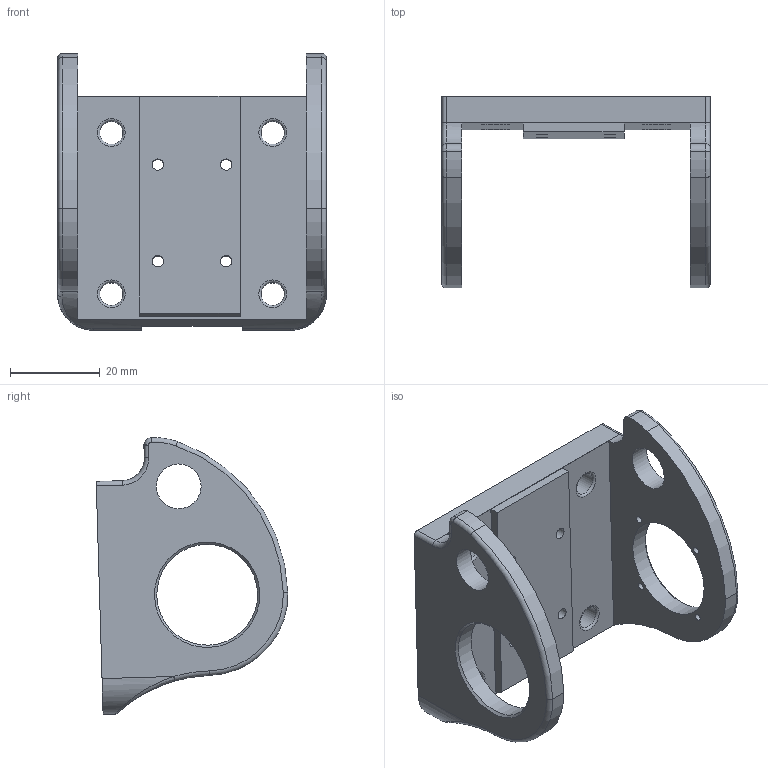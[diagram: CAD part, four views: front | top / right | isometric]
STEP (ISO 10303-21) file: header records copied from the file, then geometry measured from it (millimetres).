
FILE_DESCRIPTION(/* description */ (''),/* implementation_level */ '2;1');
FILE_NAME(/* name */ 'kneeJoint_ipt_f6bc7d39.STEP',/* time_stamp */ '2023-12-10T01:22:06+02:00',/* author */ ('top10'),/* organization */ (''),/* preprocessor_version */ 'ST-DEVELOPER v18.1',/* originating_system */ 'Autodesk Inventor 2021',/* authorisation */ '');
FILE_SCHEMA (('AUTOMOTIVE_DESIGN { 1 0 10303 214 3 1 1 }'));
Length unit declared in the file: inch
Products named in the file (1): kneeJoint
Bounding box: 60 x 42.75 x 61.77 mm (x, y, z)
Volume: 26161.2 mm3; surface area: 14190.2 mm2
Topology: 1 solids, 1 shells, 91 faces, 272 edges, 186 vertices
Faces by surface type: cylinder 41, plane 24, torus 18, bspline 4, cone 2, sphere 2
Full cylindrical faces by diameter (mm): 1.6 x4, 2.5 x8, 5.18 x4, 10 x2, 22.5 x2
Entity records: 3704 total; most frequent: CARTESIAN_POINT 892, DIRECTION 620, ORIENTED_EDGE 540, EDGE_CURVE 270, AXIS2_PLACEMENT_3D 266, VERTEX_POINT 186, CIRCLE 178, EDGE_LOOP 128
